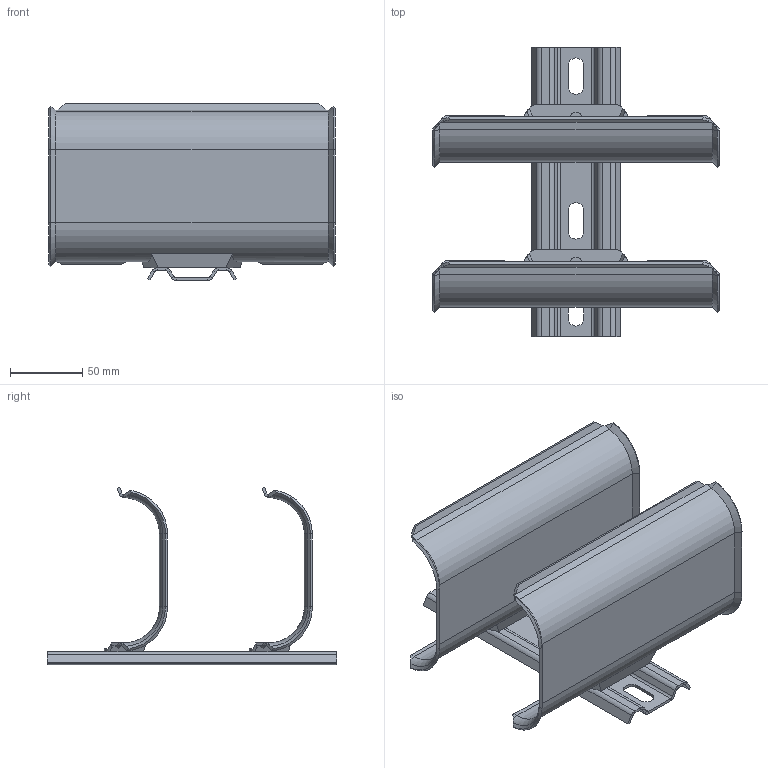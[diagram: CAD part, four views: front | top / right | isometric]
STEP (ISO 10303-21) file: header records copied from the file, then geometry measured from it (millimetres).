
FILE_DESCRIPTION((''),'2;1');
FILE_NAME('6006902_ASM','2014-10-30T',('AndreasKeweloh'),(''),'PRO/ENGINEER BY PARAMETRIC TECHNOLOGY CORPORATION, 2014000','PRO/ENGINEER BY PARAMETRIC TECHNOLOGY CORPORATION, 2014000','');
FILE_SCHEMA(('CONFIG_CONTROL_DESIGN'));
Length unit declared in the file: millimetre
Products named in the file (3): 068905_2-FACH; 046639_100; 6006902_ASM
Assembly tree (3 placements, depth 2):
  6006902_ASM
    068905_2-FACH
    046639_100  x2
Bounding box: 198 x 200 x 122.46 mm (x, y, z)
Volume: 144814.6 mm3; surface area: 149971.3 mm2
Topology: 3 solids, 3 shells, 360 faces, 906 edges, 570 vertices
Faces by surface type: plane 202, cylinder 102, cone 24, bspline 16, torus 8, extrusion 8
Entity records: 6961 total; most frequent: CARTESIAN_POINT 1769, ORIENTED_EDGE 1074, DIRECTION 1025, EDGE_CURVE 537, AXIS2_PLACEMENT_3D 345, VECTOR 335, VERTEX_POINT 333, LINE 331
